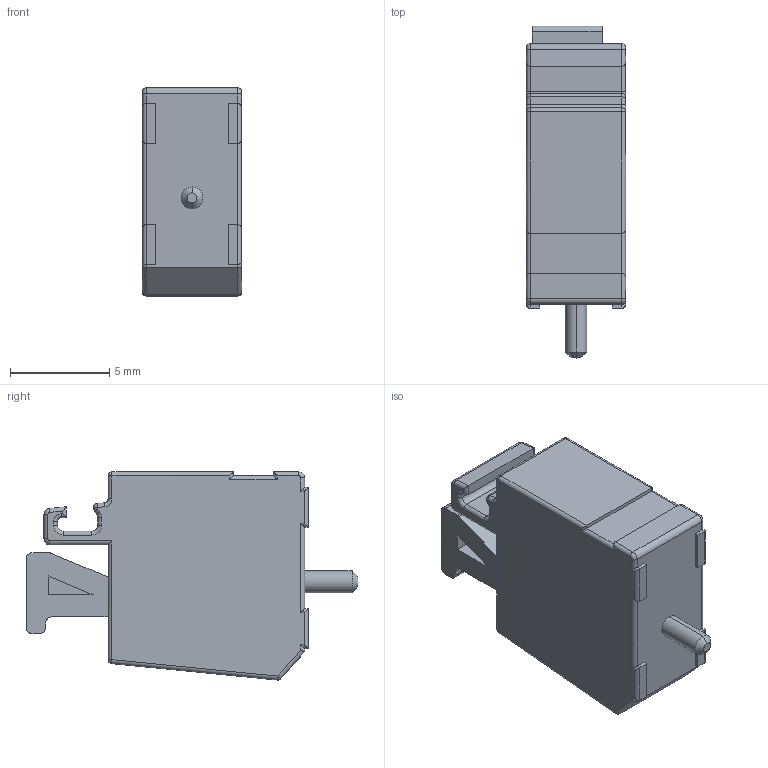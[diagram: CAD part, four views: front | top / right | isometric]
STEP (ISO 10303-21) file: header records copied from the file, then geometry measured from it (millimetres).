
FILE_DESCRIPTION (( 'STEP AP214' ), '1' );
FILE_NAME ('PTS_1.5_Block.STEP', '2019-10-23T19:23:01', ( '' ), ( '' ), 'SwSTEP 2.0', 'SolidWorks 2019', '' );
FILE_SCHEMA (( 'AUTOMOTIVE_DESIGN' ));
Length unit declared in the file: millimetre
Products named in the file (1): PTS_1.5_Block
Bounding box: 5 x 16.73 x 10.49 mm (x, y, z)
Volume: 544.3 mm3; surface area: 556.4 mm2
Topology: 2 solids, 2 shells, 182 faces, 424 edges, 245 vertices
Faces by surface type: cylinder 82, plane 65, torus 22, sphere 9, cone 4
Entity records: 5091 total; most frequent: CARTESIAN_POINT 977, DIRECTION 878, ORIENTED_EDGE 836, EDGE_CURVE 418, AXIS2_PLACEMENT_3D 316, LINE 246, VECTOR 246, VERTEX_POINT 245
